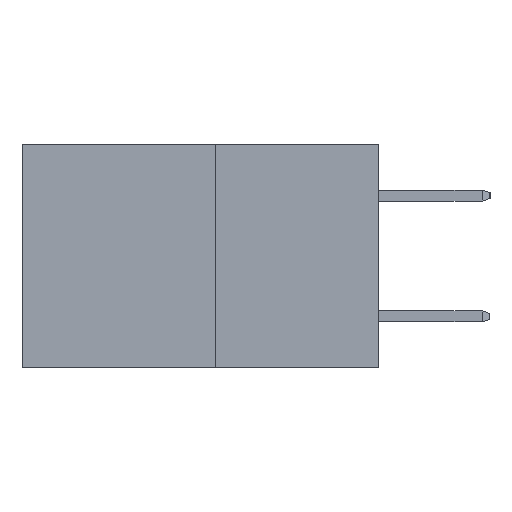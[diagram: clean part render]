
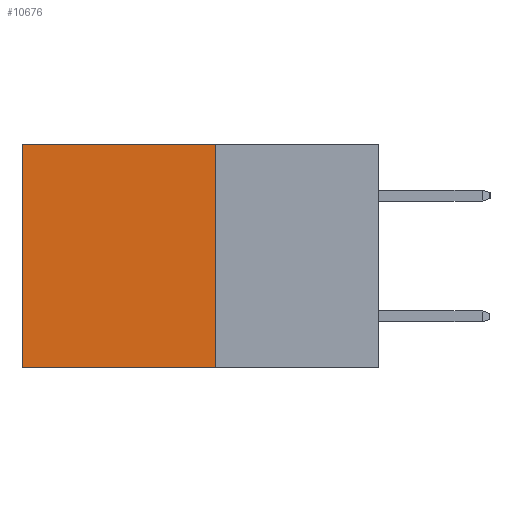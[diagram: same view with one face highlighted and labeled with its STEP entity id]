
A CAD part, left-side view. The second image highlights one B-rep face of the part: STEP entity #10676.
In plain terms, the highlighted planar face has unit normal (-1, 0, 0).
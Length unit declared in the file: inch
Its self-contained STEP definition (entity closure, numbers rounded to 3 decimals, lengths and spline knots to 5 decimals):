
#52 = CARTESIAN_POINT ( 'NONE',  ( 0.277, 0.27, -0.37 ) ) ;
#107 = VERTEX_POINT ( 'NONE', #11677 ) ;
#544 = VECTOR ( 'NONE', #13344, 39.37008 ) ;
#1227 = CARTESIAN_POINT ( 'NONE',  ( 0.277, 0.59, -0.37 ) ) ;
#2181 = VECTOR ( 'NONE', #12691, 39.37008 ) ;
#2305 = FACE_OUTER_BOUND ( 'NONE', #7804, .T. ) ;
#2921 = VERTEX_POINT ( 'NONE', #15450 ) ;
#4943 = PLANE ( 'NONE',  #9251 ) ;
#5541 = CARTESIAN_POINT ( 'NONE',  ( 0.277, 0.59, -0.37 ) ) ;
#5573 = DIRECTION ( 'NONE',  ( 0., 1., 0. ) ) ;
#6171 = EDGE_CURVE ( 'NONE', #2921, #22304, #12681, .T. ) ;
#7804 = EDGE_LOOP ( 'NONE', ( #11745, #23374, #19493, #21281 ) ) ;
#9251 = AXIS2_PLACEMENT_3D ( 'NONE', #18012, #21659, #10720 ) ;
#9586 = EDGE_CURVE ( 'NONE', #22304, #14212, #19903, .T. ) ;
#9746 = LINE ( 'NONE', #18621, #14093 ) ;
#10676 = ADVANCED_FACE ( 'NONE', ( #2305 ), #4943, .F. ) ;
#10720 = DIRECTION ( 'NONE',  ( 0., 0., -1. ) ) ;
#11677 = CARTESIAN_POINT ( 'NONE',  ( 0.277, 0.59, 0. ) ) ;
#11745 = ORIENTED_EDGE ( 'NONE', *, *, #14056, .T. ) ;
#12371 = LINE ( 'NONE', #1227, #2181 ) ;
#12681 = LINE ( 'NONE', #17577, #16951 ) ;
#12691 = DIRECTION ( 'NONE',  ( 0., 0., -1. ) ) ;
#13344 = DIRECTION ( 'NONE',  ( 0., 1., 0. ) ) ;
#13536 = EDGE_CURVE ( 'NONE', #2921, #107, #9746, .T. ) ;
#14056 = EDGE_CURVE ( 'NONE', #107, #14212, #12371, .T. ) ;
#14093 = VECTOR ( 'NONE', #5573, 39.37008 ) ;
#14212 = VERTEX_POINT ( 'NONE', #5541 ) ;
#15450 = CARTESIAN_POINT ( 'NONE',  ( 0.277, 0.27, 0. ) ) ;
#16951 = VECTOR ( 'NONE', #23036, 39.37008 ) ;
#17577 = CARTESIAN_POINT ( 'NONE',  ( 0.277, 0.27, -0.37 ) ) ;
#18012 = CARTESIAN_POINT ( 'NONE',  ( 0.277, 0.27, -0.37 ) ) ;
#18621 = CARTESIAN_POINT ( 'NONE',  ( 0.277, 0.27, 0. ) ) ;
#19493 = ORIENTED_EDGE ( 'NONE', *, *, #6171, .F. ) ;
#19903 = LINE ( 'NONE', #52, #544 ) ;
#21281 = ORIENTED_EDGE ( 'NONE', *, *, #13536, .T. ) ;
#21659 = DIRECTION ( 'NONE',  ( 1., 0., 0. ) ) ;
#22103 = CARTESIAN_POINT ( 'NONE',  ( 0.277, 0.27, -0.37 ) ) ;
#22304 = VERTEX_POINT ( 'NONE', #22103 ) ;
#23036 = DIRECTION ( 'NONE',  ( 0., 0., -1. ) ) ;
#23374 = ORIENTED_EDGE ( 'NONE', *, *, #9586, .F. ) ;
